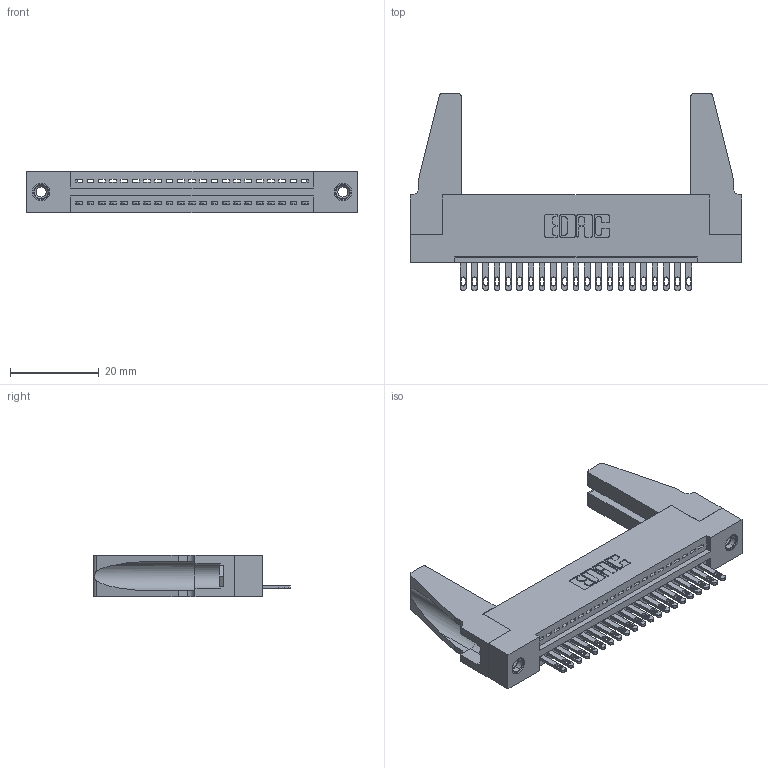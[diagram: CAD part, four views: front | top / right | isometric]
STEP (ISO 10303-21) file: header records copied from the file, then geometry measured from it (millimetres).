
FILE_DESCRIPTION (( 'STEP AP203' ), '1' );
FILE_NAME ('345-021-500-188.STEP', '2019-10-04T21:33:48', ( '' ), ( '' ), 'SwSTEP 2.0', 'SolidWorks 2016', '' );
FILE_SCHEMA (( 'CONFIG_CONTROL_DESIGN' ));
Length unit declared in the file: inch
Products named in the file (5): 345-220-078_345-220-088; 345-250-001_345-250-001-102; 345-021-500-188; 345 Part_Flush Mounting Lugs - 0.156 Dia-TH; 345-292-001_345-293-100
Assembly tree (26 placements, depth 2):
  345-021-500-188
    345 Part_Flush Mounting Lugs - 0.156 Dia-TH
    345-292-001_345-293-100  x21
    345-250-001_345-250-001-102  x2
    345-220-078_345-220-088  x2
Bounding box: 74.57 x 44.37 x 9.4 mm (x, y, z)
Volume: 10176.6 mm3; surface area: 12092.5 mm2
Topology: 26 solids, 26 shells, 1384 faces, 4183 edges, 2778 vertices
Faces by surface type: plane 866, cylinder 502, cone 12, torus 4
Entity records: 20710 total; most frequent: CARTESIAN_POINT 3577, ORIENTED_EDGE 3492, DIRECTION 3164, EDGE_CURVE 1746, LINE 1484, VECTOR 1484, VERTEX_POINT 1158, AXIS2_PLACEMENT_3D 840
